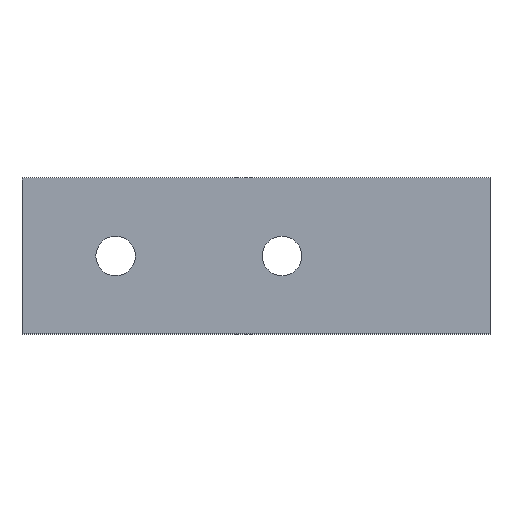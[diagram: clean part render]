
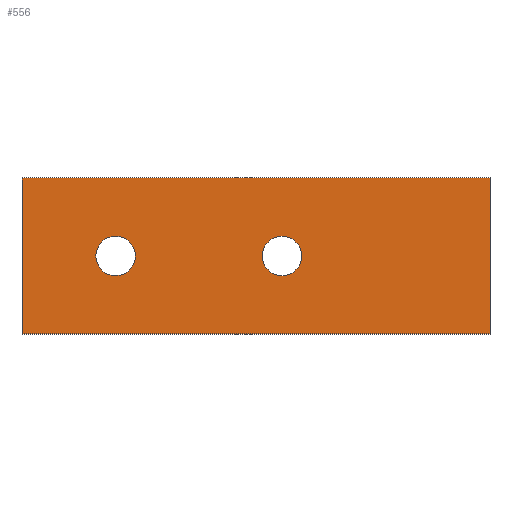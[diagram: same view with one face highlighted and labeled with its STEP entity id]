
A CAD part, top view. The second image highlights one B-rep face of the part: STEP entity #556.
In plain terms, the highlighted planar face has unit normal (0, 0, 1).
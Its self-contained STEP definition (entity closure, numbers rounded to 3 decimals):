
#6 = DIRECTION ( 'NONE',  ( 0., -1., 0. ) ) ;
#13 = LINE ( 'NONE', #136, #430 ) ;
#18 = EDGE_CURVE ( 'NONE', #554, #328, #13, .T. ) ;
#24 = VECTOR ( 'NONE', #6, 1000. ) ;
#26 = FACE_OUTER_BOUND ( 'NONE', #246, .T. ) ;
#33 = AXIS2_PLACEMENT_3D ( 'NONE', #429, #215, #550 ) ;
#53 = EDGE_CURVE ( 'NONE', #108, #551, #148, .T. ) ;
#58 = CARTESIAN_POINT ( 'NONE',  ( -112.5, 0., 0. ) ) ;
#65 = EDGE_CURVE ( 'NONE', #328, #416, #173, .T. ) ;
#69 = CARTESIAN_POINT ( 'NONE',  ( -112.5, -75., 0. ) ) ;
#70 = AXIS2_PLACEMENT_3D ( 'NONE', #434, #86, #101 ) ;
#71 = ORIENTED_EDGE ( 'NONE', *, *, #255, .T. ) ;
#73 = FACE_BOUND ( 'NONE', #453, .T. ) ;
#86 = DIRECTION ( 'NONE',  ( 0., 0., 1. ) ) ;
#94 = CARTESIAN_POINT ( 'NONE',  ( 112.5, 0., 0. ) ) ;
#101 = DIRECTION ( 'NONE',  ( 1., 0., 0. ) ) ;
#107 = CARTESIAN_POINT ( 'NONE',  ( 22., -37.5, 0. ) ) ;
#108 = VERTEX_POINT ( 'NONE', #407 ) ;
#110 = CARTESIAN_POINT ( 'NONE',  ( 3., -37.5, 0. ) ) ;
#113 = ORIENTED_EDGE ( 'NONE', *, *, #65, .F. ) ;
#114 = LINE ( 'NONE', #58, #437 ) ;
#116 = VERTEX_POINT ( 'NONE', #107 ) ;
#128 = DIRECTION ( 'NONE',  ( 1., 0., 0. ) ) ;
#136 = CARTESIAN_POINT ( 'NONE',  ( -112.5, 0., 0. ) ) ;
#148 = CIRCLE ( 'NONE', #70, 9.5 ) ;
#150 = PLANE ( 'NONE',  #476 ) ;
#153 = DIRECTION ( 'NONE',  ( 0., 0., 1. ) ) ;
#160 = CIRCLE ( 'NONE', #515, 9.5 ) ;
#162 = CARTESIAN_POINT ( 'NONE',  ( 112.5, 0., 0. ) ) ;
#172 = DIRECTION ( 'NONE',  ( 1., 0., 0. ) ) ;
#173 = LINE ( 'NONE', #94, #24 ) ;
#179 = EDGE_CURVE ( 'NONE', #554, #218, #114, .T. ) ;
#182 = VERTEX_POINT ( 'NONE', #110 ) ;
#193 = DIRECTION ( 'NONE',  ( 0., -1., 0. ) ) ;
#194 = VECTOR ( 'NONE', #415, 1000. ) ;
#197 = ORIENTED_EDGE ( 'NONE', *, *, #443, .F. ) ;
#215 = DIRECTION ( 'NONE',  ( 0., 0., 1. ) ) ;
#218 = VERTEX_POINT ( 'NONE', #327 ) ;
#228 = CARTESIAN_POINT ( 'NONE',  ( -112.5, 0., 0. ) ) ;
#237 = EDGE_LOOP ( 'NONE', ( #197, #376 ) ) ;
#246 = EDGE_LOOP ( 'NONE', ( #113, #303, #408, #71 ) ) ;
#255 = EDGE_CURVE ( 'NONE', #218, #416, #500, .T. ) ;
#256 = CARTESIAN_POINT ( 'NONE',  ( 112.5, -75., 0. ) ) ;
#299 = EDGE_CURVE ( 'NONE', #551, #108, #301, .T. ) ;
#301 = CIRCLE ( 'NONE', #33, 9.5 ) ;
#303 = ORIENTED_EDGE ( 'NONE', *, *, #18, .F. ) ;
#313 = CIRCLE ( 'NONE', #411, 9.5 ) ;
#327 = CARTESIAN_POINT ( 'NONE',  ( -112.5, -75., 0. ) ) ;
#328 = VERTEX_POINT ( 'NONE', #162 ) ;
#332 = ORIENTED_EDGE ( 'NONE', *, *, #299, .F. ) ;
#342 = DIRECTION ( 'NONE',  ( 0., 0., 1. ) ) ;
#363 = FACE_BOUND ( 'NONE', #237, .T. ) ;
#376 = ORIENTED_EDGE ( 'NONE', *, *, #489, .F. ) ;
#378 = CARTESIAN_POINT ( 'NONE',  ( 12.5, -37.5, 0. ) ) ;
#385 = CARTESIAN_POINT ( 'NONE',  ( 12.5, -37.5, 0. ) ) ;
#401 = CARTESIAN_POINT ( 'NONE',  ( -112.5, 0., 0. ) ) ;
#407 = CARTESIAN_POINT ( 'NONE',  ( -77., -37.5, 0. ) ) ;
#408 = ORIENTED_EDGE ( 'NONE', *, *, #179, .T. ) ;
#411 = AXIS2_PLACEMENT_3D ( 'NONE', #385, #342, #172 ) ;
#415 = DIRECTION ( 'NONE',  ( 1., 0., 0. ) ) ;
#416 = VERTEX_POINT ( 'NONE', #256 ) ;
#429 = CARTESIAN_POINT ( 'NONE',  ( -67.5, -37.5, 0. ) ) ;
#430 = VECTOR ( 'NONE', #439, 1000. ) ;
#434 = CARTESIAN_POINT ( 'NONE',  ( -67.5, -37.5, 0. ) ) ;
#437 = VECTOR ( 'NONE', #193, 1000. ) ;
#439 = DIRECTION ( 'NONE',  ( 1., 0., 0. ) ) ;
#443 = EDGE_CURVE ( 'NONE', #116, #182, #160, .T. ) ;
#453 = EDGE_LOOP ( 'NONE', ( #332, #523 ) ) ;
#476 = AXIS2_PLACEMENT_3D ( 'NONE', #401, #153, #491 ) ;
#489 = EDGE_CURVE ( 'NONE', #182, #116, #313, .T. ) ;
#491 = DIRECTION ( 'NONE',  ( 0., -1., 0. ) ) ;
#500 = LINE ( 'NONE', #69, #194 ) ;
#507 = DIRECTION ( 'NONE',  ( 0., 0., 1. ) ) ;
#515 = AXIS2_PLACEMENT_3D ( 'NONE', #378, #507, #128 ) ;
#523 = ORIENTED_EDGE ( 'NONE', *, *, #53, .F. ) ;
#542 = CARTESIAN_POINT ( 'NONE',  ( -58., -37.5, 0. ) ) ;
#550 = DIRECTION ( 'NONE',  ( 1., 0., 0. ) ) ;
#551 = VERTEX_POINT ( 'NONE', #542 ) ;
#554 = VERTEX_POINT ( 'NONE', #228 ) ;
#556 = ADVANCED_FACE ( 'NONE', ( #73, #363, #26 ), #150, .T. ) ;
